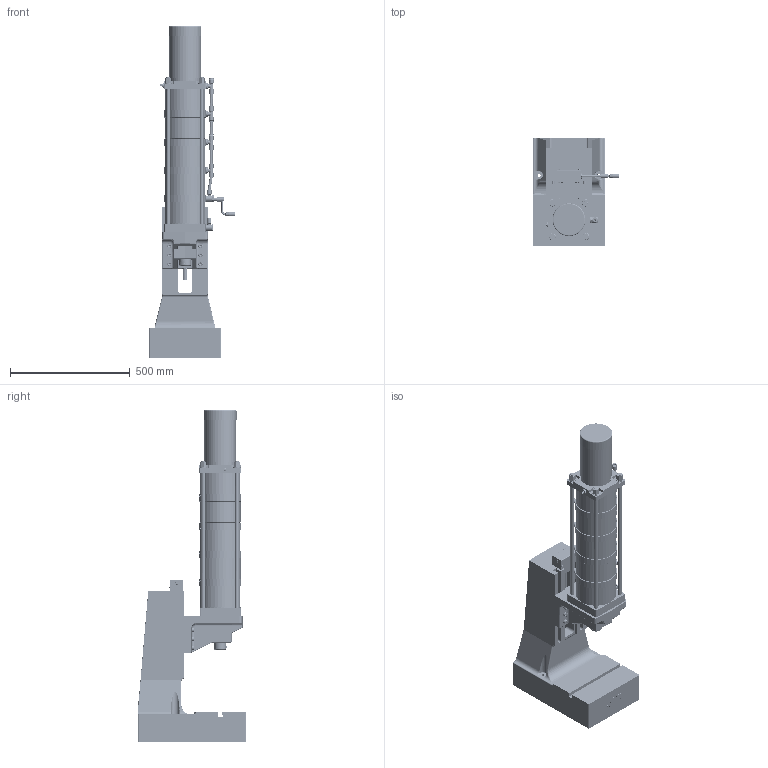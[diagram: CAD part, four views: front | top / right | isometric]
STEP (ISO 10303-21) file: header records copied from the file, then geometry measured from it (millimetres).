
FILE_DESCRIPTION(/* description */ ('Bausatz Ständer T 6 HV-OST'),/* implementation_level */ '2;1');
FILE_NAME(/* name */ 'DA_5600_040_150.stp',/* time_stamp */ '2014-10-22T07:51:30+02:00',/* author */ ('Finsterle'),/* organization */ (''),/* preprocessor_version */ 'ST-DEVELOPER v15.2',/* originating_system */ 'Autodesk Inventor 2014',/* authorisation */ '');
FILE_SCHEMA (('AUTOMOTIVE_DESIGN { 1 0 10303 214 3 1 1 }'));
Products named in the file (5): ENG-001648_V; ENG-003522_V; ENG-000378; ENG-000755; ENG-004278_V
Bounding box: 358.79 x 452.8 x 1386 mm (x, y, z)
Volume: 34878337.6 mm3; surface area: 2936354.5 mm2
Topology: 8 solids, 22 shells, 7886 faces, 21103 edges, 13876 vertices
Faces by surface type: plane 4618, bspline 2200, cylinder 575, cone 314, torus 157, sphere 22
Full cylindrical faces by diameter (mm): 1.2 x1, 2 x1, 2.4 x3, 2.459 x2, 2.5 x3, 3 x6, 3.242 x7, 3.3 x2, 3.65 x4, 4 x6, 4.134 x1, 4.2 x2, 4.5 x4, 4.917 x6, 5 x3, 6.2 x4, 6.5 x2, 6.647 x1, 8 x5, 8.4 x2, 8.5 x1, 9 x4, 10 x3, 10.02 x1, 10.106 x6, 10.5 x4, 11.5 x4, 11.8 x2, 12 x16, 12.8 x2
Entity records: 265599 total; most frequent: CARTESIAN_POINT 79664, ORIENTED_EDGE 40362, DIRECTION 28497, EDGE_CURVE 20151, VERTEX_POINT 13639, LINE 13587, VECTOR 13587, EDGE_LOOP 9288
